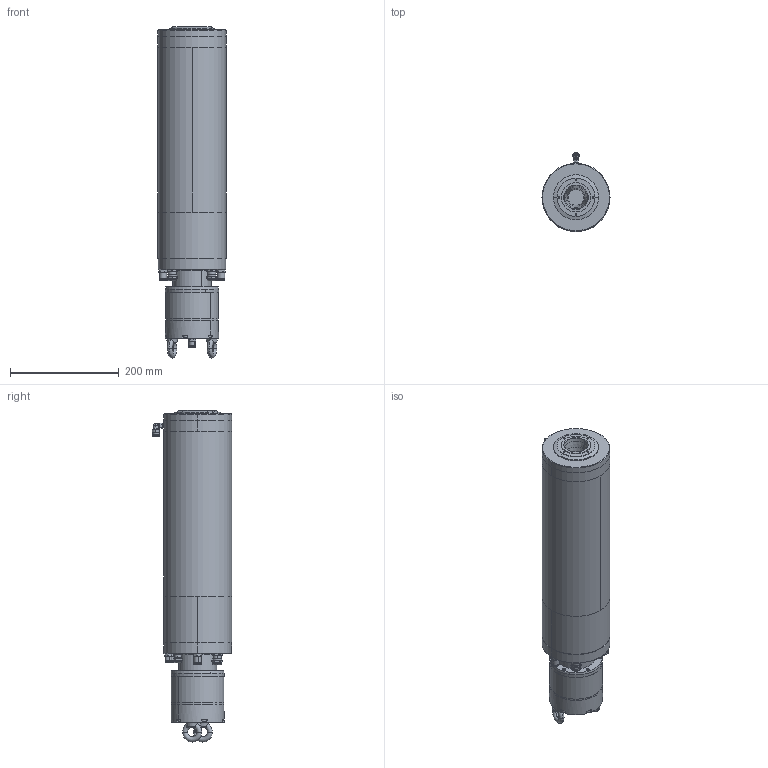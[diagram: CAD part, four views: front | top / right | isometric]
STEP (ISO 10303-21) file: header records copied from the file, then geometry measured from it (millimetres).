
FILE_DESCRIPTION (( 'STEP AP203' ), '1' );
FILE_NAME ('GDL125-40-9Z-5.5籵蚚ァ詰.STEP', '2024-10-07T05:02:18', ( '00' ), ( '' ), 'SwSTEP 2.0', 'SolidWorks 2018', '' );
FILE_SCHEMA (( 'CONFIG_CONTROL_DESIGN' ));
Length unit declared in the file: millimetre
Products named in the file (31): GB／T 70．1-2000内六角圆柱头螺钉M5×45(8．8级); GB／T 70．1-2000内六角圆柱头螺钉M5×90(8．8级); GB 825-88吊环螺钉M8×16(20钢); M12x1.5踢扽跡擘芛15-18; GB／T 70．1-2000内六角圆柱头螺钉M6×25(8．8级); GDL100-125通用活塞; PL6M5-S; M12x1.5踢扽跡擘芛14-14; YONG RUI D8辦脣ァ郲RC1-8; YONG RUI D6辦脣ァ郲RC1-8; GDL125-40-9Z-5.5籵蚚ァ詰; GDL125籵蚚ァ詰; GDL125-40-9-12Z-5.5儂褲; ヶ詰极; 詰裔; 綴詰极; 籵蚚ァ詰蚾饜; 遣喳え; ァ詰釱GDL125
Assembly tree (36 placements, depth 4):
  GDL100-125通用活塞
  GDL125-40-9Z-5.5籵蚚ァ詰
    GDL125-40-9-12Z-5.5儂褲
    PL6M5-S
    GDL125籵蚚ァ詰
      ァ詰釱GDL125
      籵蚚ァ詰蚾饜
        綴詰极
        ヶ詰极
        遣喳え
        詰裔
        GB／T 70．1-2000内六角圆柱头螺钉M5×45(8．8级)
        GB／T 70．1-2000内六角圆柱头螺钉M5×45(8．8级)
        GB／T 70．1-2000内六角圆柱头螺钉M5×45(8．8级)
        GB／T 70．1-2000内六角圆柱头螺钉M5×45(8．8级)
        GB／T 70．1-2000内六角圆柱头螺钉M5×45(8．8级)
        GB／T 70．1-2000内六角圆柱头螺钉M5×45(8．8级)
        GB／T 70．1-2000内六角圆柱头螺钉M5×90(8．8级)
        GB／T 70．1-2000内六角圆柱头螺钉M5×90(8．8级)
        GB／T 70．1-2000内六角圆柱头螺钉M5×90(8．8级)
        GB／T 70．1-2000内六角圆柱头螺钉M5×90(8．8级)
        GB／T 70．1-2000内六角圆柱头螺钉M5×90(8．8级)
        GB／T 70．1-2000内六角圆柱头螺钉M5×90(8．8级)
        GB 825-88吊环螺钉M8×16(20钢)  x2
      YONG RUI D6辦脣ァ郲RC1-8  x3
      YONG RUI D6辦脣ァ郲RC1-8
      YONG RUI D8辦脣ァ郲RC1-8  x2
      M12x1.5踢扽跡擘芛15-18
      M12x1.5踢扽跡擘芛15-18
      M12x1.5踢扽跡擘芛14-14
      GB／T 70．1-2000内六角圆柱头螺钉M6×25(8．8级)  x4
Bounding box: 125 x 145.35 x 610.1 mm (x, y, z)
Volume: 5541996.2 mm3; surface area: 458467.9 mm2
Topology: 38 solids, 38 shells, 1226 faces, 3017 edges, 1946 vertices
Faces by surface type: cylinder 498, plane 392, cone 248, torus 81, bspline 6, sphere 1
Entity records: 38672 total; most frequent: CARTESIAN_POINT 9942, DIRECTION 5623, ORIENTED_EDGE 5102, EDGE_CURVE 2551, AXIS2_PLACEMENT_3D 2325, VERTEX_POINT 1647, CIRCLE 1253, EDGE_LOOP 1192
